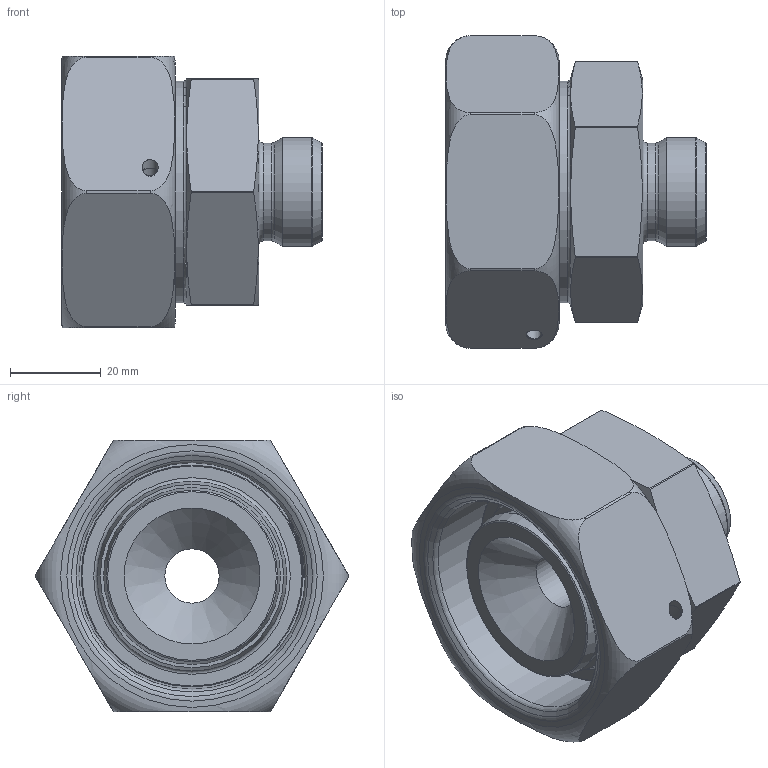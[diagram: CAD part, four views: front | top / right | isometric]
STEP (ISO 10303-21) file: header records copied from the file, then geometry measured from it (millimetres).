
FILE_DESCRIPTION(/* description */ (''),/* implementation_level */ '2;1');
FILE_NAME(/* name */ 'GDA3816.stp',/* time_stamp */ '2025-01-17T08:19:21+01:00',/* author */ (''),/* organization */ (''),/* preprocessor_version */ 'ST-DEVELOPER v16',/* originating_system */ 'SIEMENS PLM Software NX 10.0',/* authorisation */ '');
FILE_SCHEMA (('CONFIG_CONTROL_DESIGN'));
Length unit declared in the file: millimetre
Products named in the file (5): X-ST38; X-OR-38; X-MT38; X-GDA3816; GDA3816
Assembly tree (4 placements, depth 2):
  GDA3816
    X-GDA3816
    X-MT38
    X-OR-38
    X-ST38
Bounding box: 57.5 x 69 x 60 mm (x, y, z)
Volume: 96004.3 mm3; surface area: 26791.9 mm2
Topology: 4 solids, 4 shells, 265 faces, 707 edges, 465 vertices
Faces by surface type: plane 187, cylinder 22, torus 20, extrusion 20, cone 13, bspline 2, revolution 1
Full cylindrical faces by diameter (mm): 3.345 x1, 3.545 x1, 12 x1, 16.2 x1, 21.6 x1, 24 x1, 48.955 x2, 49.25 x1, 50 x1
Entity records: 9771 total; most frequent: CARTESIAN_POINT 3637, ORIENTED_EDGE 1286, DIRECTION 843, EDGE_CURVE 643, VERTEX_POINT 447, B_SPLINE_CURVE_WITH_KNOTS 403, EDGE_LOOP 331, AXIS2_PLACEMENT_3D 314
